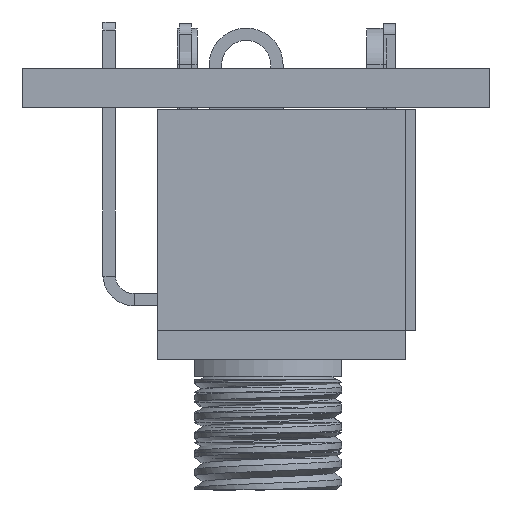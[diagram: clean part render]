
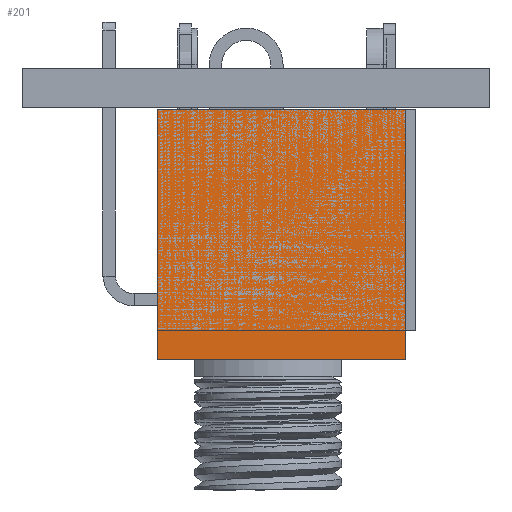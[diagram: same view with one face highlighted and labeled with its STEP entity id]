
A CAD part, front view. The second image highlights one B-rep face of the part: STEP entity #201.
In plain terms, the highlighted free-form (B-spline) face has degree [1, 1] with [2, 2] control points.
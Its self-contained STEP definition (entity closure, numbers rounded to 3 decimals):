
#97 = EDGE_CURVE('',#98,#100,#102,.T.);
#98 = VERTEX_POINT('',#99);
#99 = CARTESIAN_POINT('',(-4.5,5.6,0.));
#100 = VERTEX_POINT('',#101);
#101 = CARTESIAN_POINT('',(-4.5,5.6,10.2));
#102 = SURFACE_CURVE('',#103,(#106,#117),.PCURVE_S1.);
#103 = B_SPLINE_CURVE_WITH_KNOTS('',1,(#104,#105),.UNSPECIFIED.,.F.,.F.,
  (2,2),(0.,10.2),.PIECEWISE_BEZIER_KNOTS.);
#104 = CARTESIAN_POINT('',(-4.5,5.6,0.));
#105 = CARTESIAN_POINT('',(-4.5,5.6,10.2));
#106 = PCURVE('',#107,#112);
#107 = B_SPLINE_SURFACE_WITH_KNOTS('',1,1,(
    (#108,#109)
    ,(#110,#111
    )),.UNSPECIFIED.,.F.,.F.,.F.,(2,2),(2,2),(0.,8.5),(-10.2,0.),
  .PIECEWISE_BEZIER_KNOTS.);
#108 = CARTESIAN_POINT('',(-4.5,5.6,10.2));
#109 = CARTESIAN_POINT('',(-4.5,5.6,0.));
#110 = CARTESIAN_POINT('',(4.,5.6,10.2));
#111 = CARTESIAN_POINT('',(4.,5.6,0.));
#112 = DEFINITIONAL_REPRESENTATION('',(#113),#116);
#113 = B_SPLINE_CURVE_WITH_KNOTS('',1,(#114,#115),.UNSPECIFIED.,.F.,.F.,
  (2,2),(0.,10.2),.PIECEWISE_BEZIER_KNOTS.);
#114 = CARTESIAN_POINT('',(0.,0.));
#115 = CARTESIAN_POINT('',(0.,-10.2));
#116 = ( GEOMETRIC_REPRESENTATION_CONTEXT(2) 
PARAMETRIC_REPRESENTATION_CONTEXT() REPRESENTATION_CONTEXT('2D SPACE',''
  ) );
#117 = PCURVE('',#118,#123);
#118 = B_SPLINE_SURFACE_WITH_KNOTS('',1,1,(
    (#119,#120)
    ,(#121,#122
    )),.UNSPECIFIED.,.F.,.F.,.F.,(2,2),(2,2),(0.,10.1),(-10.2,0.),
  .PIECEWISE_BEZIER_KNOTS.);
#119 = CARTESIAN_POINT('',(-4.5,-4.5,10.2));
#120 = CARTESIAN_POINT('',(-4.5,-4.5,0.));
#121 = CARTESIAN_POINT('',(-4.5,5.6,10.2));
#122 = CARTESIAN_POINT('',(-4.5,5.6,0.));
#123 = DEFINITIONAL_REPRESENTATION('',(#124),#127);
#124 = B_SPLINE_CURVE_WITH_KNOTS('',1,(#125,#126),.UNSPECIFIED.,.F.,.F.,
  (2,2),(0.,10.2),.PIECEWISE_BEZIER_KNOTS.);
#125 = CARTESIAN_POINT('',(10.1,0.));
#126 = CARTESIAN_POINT('',(10.1,-10.2));
#127 = ( GEOMETRIC_REPRESENTATION_CONTEXT(2) 
PARAMETRIC_REPRESENTATION_CONTEXT() REPRESENTATION_CONTEXT('2D SPACE',''
  ) );
#143 = B_SPLINE_SURFACE_WITH_KNOTS('',1,1,(
    (#144,#145)
    ,(#146,#147
    )),.UNSPECIFIED.,.F.,.F.,.F.,(2,2),(2,2),(-4.25,4.25),(-5.05,5.05),
  .PIECEWISE_BEZIER_KNOTS.);
#144 = CARTESIAN_POINT('',(4.,-4.5,10.2));
#145 = CARTESIAN_POINT('',(4.,5.6,10.2));
#146 = CARTESIAN_POINT('',(-4.5,-4.5,10.2));
#147 = CARTESIAN_POINT('',(-4.5,5.6,10.2));
#191 = B_SPLINE_SURFACE_WITH_KNOTS('',1,1,(
    (#192,#193)
    ,(#194,#195
    )),.UNSPECIFIED.,.F.,.F.,.F.,(2,2),(2,2),(-4.25,4.25),(-5.05,5.05),
  .PIECEWISE_BEZIER_KNOTS.);
#192 = CARTESIAN_POINT('',(4.,-4.5,0.));
#193 = CARTESIAN_POINT('',(4.,5.6,0.));
#194 = CARTESIAN_POINT('',(-4.5,-4.5,0.));
#195 = CARTESIAN_POINT('',(-4.5,5.6,0.));
#201 = ADVANCED_FACE('',(#202),#118,.T.);
#202 = FACE_BOUND('',#203,.T.);
#203 = EDGE_LOOP('',(#204,#231,#249,#250));
#204 = ORIENTED_EDGE('',*,*,#205,.T.);
#205 = EDGE_CURVE('',#206,#208,#210,.T.);
#206 = VERTEX_POINT('',#207);
#207 = CARTESIAN_POINT('',(-4.5,-4.5,0.));
#208 = VERTEX_POINT('',#209);
#209 = CARTESIAN_POINT('',(-4.5,-4.5,10.2));
#210 = SURFACE_CURVE('',#211,(#214,#220),.PCURVE_S1.);
#211 = B_SPLINE_CURVE_WITH_KNOTS('',1,(#212,#213),.UNSPECIFIED.,.F.,.F.,
  (2,2),(0.,10.2),.PIECEWISE_BEZIER_KNOTS.);
#212 = CARTESIAN_POINT('',(-4.5,-4.5,0.));
#213 = CARTESIAN_POINT('',(-4.5,-4.5,10.2));
#214 = PCURVE('',#118,#215);
#215 = DEFINITIONAL_REPRESENTATION('',(#216),#219);
#216 = B_SPLINE_CURVE_WITH_KNOTS('',1,(#217,#218),.UNSPECIFIED.,.F.,.F.,
  (2,2),(0.,10.2),.PIECEWISE_BEZIER_KNOTS.);
#217 = CARTESIAN_POINT('',(0.,0.));
#218 = CARTESIAN_POINT('',(0.,-10.2));
#219 = ( GEOMETRIC_REPRESENTATION_CONTEXT(2) 
PARAMETRIC_REPRESENTATION_CONTEXT() REPRESENTATION_CONTEXT('2D SPACE',''
  ) );
#220 = PCURVE('',#221,#226);
#221 = B_SPLINE_SURFACE_WITH_KNOTS('',1,1,(
    (#222,#223)
    ,(#224,#225
    )),.UNSPECIFIED.,.F.,.F.,.F.,(2,2),(2,2),(0.,8.5),(-10.2,0.),
  .PIECEWISE_BEZIER_KNOTS.);
#222 = CARTESIAN_POINT('',(4.,-4.5,10.2));
#223 = CARTESIAN_POINT('',(4.,-4.5,0.));
#224 = CARTESIAN_POINT('',(-4.5,-4.5,10.2));
#225 = CARTESIAN_POINT('',(-4.5,-4.5,0.));
#226 = DEFINITIONAL_REPRESENTATION('',(#227),#230);
#227 = B_SPLINE_CURVE_WITH_KNOTS('',1,(#228,#229),.UNSPECIFIED.,.F.,.F.,
  (2,2),(0.,10.2),.PIECEWISE_BEZIER_KNOTS.);
#228 = CARTESIAN_POINT('',(8.5,0.));
#229 = CARTESIAN_POINT('',(8.5,-10.2));
#230 = ( GEOMETRIC_REPRESENTATION_CONTEXT(2) 
PARAMETRIC_REPRESENTATION_CONTEXT() REPRESENTATION_CONTEXT('2D SPACE',''
  ) );
#231 = ORIENTED_EDGE('',*,*,#232,.T.);
#232 = EDGE_CURVE('',#208,#100,#233,.T.);
#233 = SURFACE_CURVE('',#234,(#237,#243),.PCURVE_S1.);
#234 = B_SPLINE_CURVE_WITH_KNOTS('',1,(#235,#236),.UNSPECIFIED.,.F.,.F.,
  (2,2),(0.,10.1),.PIECEWISE_BEZIER_KNOTS.);
#235 = CARTESIAN_POINT('',(-4.5,-4.5,10.2));
#236 = CARTESIAN_POINT('',(-4.5,5.6,10.2));
#237 = PCURVE('',#118,#238);
#238 = DEFINITIONAL_REPRESENTATION('',(#239),#242);
#239 = B_SPLINE_CURVE_WITH_KNOTS('',1,(#240,#241),.UNSPECIFIED.,.F.,.F.,
  (2,2),(0.,10.1),.PIECEWISE_BEZIER_KNOTS.);
#240 = CARTESIAN_POINT('',(0.,-10.2));
#241 = CARTESIAN_POINT('',(10.1,-10.2));
#242 = ( GEOMETRIC_REPRESENTATION_CONTEXT(2) 
PARAMETRIC_REPRESENTATION_CONTEXT() REPRESENTATION_CONTEXT('2D SPACE',''
  ) );
#243 = PCURVE('',#143,#244);
#244 = DEFINITIONAL_REPRESENTATION('',(#245),#248);
#245 = B_SPLINE_CURVE_WITH_KNOTS('',1,(#246,#247),.UNSPECIFIED.,.F.,.F.,
  (2,2),(0.,10.1),.PIECEWISE_BEZIER_KNOTS.);
#246 = CARTESIAN_POINT('',(4.25,-5.05));
#247 = CARTESIAN_POINT('',(4.25,5.05));
#248 = ( GEOMETRIC_REPRESENTATION_CONTEXT(2) 
PARAMETRIC_REPRESENTATION_CONTEXT() REPRESENTATION_CONTEXT('2D SPACE',''
  ) );
#249 = ORIENTED_EDGE('',*,*,#97,.F.);
#250 = ORIENTED_EDGE('',*,*,#251,.F.);
#251 = EDGE_CURVE('',#206,#98,#252,.T.);
#252 = SURFACE_CURVE('',#253,(#256,#262),.PCURVE_S1.);
#253 = B_SPLINE_CURVE_WITH_KNOTS('',1,(#254,#255),.UNSPECIFIED.,.F.,.F.,
  (2,2),(0.,10.1),.PIECEWISE_BEZIER_KNOTS.);
#254 = CARTESIAN_POINT('',(-4.5,-4.5,0.));
#255 = CARTESIAN_POINT('',(-4.5,5.6,0.));
#256 = PCURVE('',#118,#257);
#257 = DEFINITIONAL_REPRESENTATION('',(#258),#261);
#258 = B_SPLINE_CURVE_WITH_KNOTS('',1,(#259,#260),.UNSPECIFIED.,.F.,.F.,
  (2,2),(0.,10.1),.PIECEWISE_BEZIER_KNOTS.);
#259 = CARTESIAN_POINT('',(0.,0.));
#260 = CARTESIAN_POINT('',(10.1,0.));
#261 = ( GEOMETRIC_REPRESENTATION_CONTEXT(2) 
PARAMETRIC_REPRESENTATION_CONTEXT() REPRESENTATION_CONTEXT('2D SPACE',''
  ) );
#262 = PCURVE('',#191,#263);
#263 = DEFINITIONAL_REPRESENTATION('',(#264),#267);
#264 = B_SPLINE_CURVE_WITH_KNOTS('',1,(#265,#266),.UNSPECIFIED.,.F.,.F.,
  (2,2),(0.,10.1),.PIECEWISE_BEZIER_KNOTS.);
#265 = CARTESIAN_POINT('',(4.25,-5.05));
#266 = CARTESIAN_POINT('',(4.25,5.05));
#267 = ( GEOMETRIC_REPRESENTATION_CONTEXT(2) 
PARAMETRIC_REPRESENTATION_CONTEXT() REPRESENTATION_CONTEXT('2D SPACE',''
  ) );
